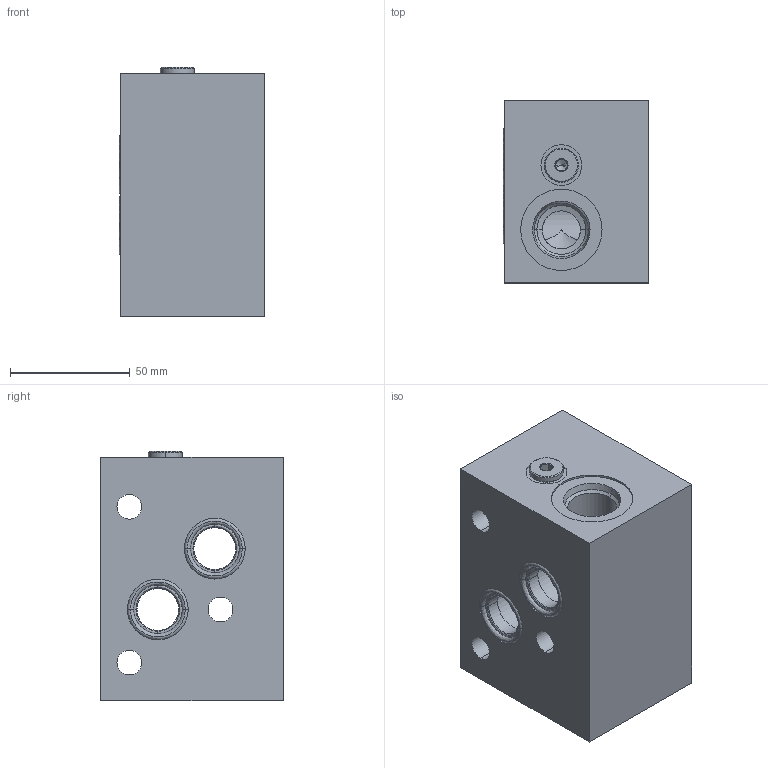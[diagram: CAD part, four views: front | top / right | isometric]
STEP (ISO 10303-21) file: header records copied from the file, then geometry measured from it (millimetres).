
FILE_DESCRIPTION((''),'2;1');
FILE_NAME('YTH_ASM','2021-05-20T',('ProEService'),(''),'PRO/ENGINEER BY PARAMETRIC TECHNOLOGY CORPORATION, 2014200','PRO/ENGINEER BY PARAMETRIC TECHNOLOGY CORPORATION, 2014200','');
FILE_SCHEMA(('CONFIG_CONTROL_DESIGN'));
Length unit declared in the file: inch
Products named in the file (5): 150-999; 500-001-117; A330-006-004; CSZNXXN; YTH_ASM
Assembly tree (5 placements, depth 2):
  YTH_ASM
    150-999
    500-001-117  x2
    A330-006-004
    CSZNXXN
Bounding box: 60.78 x 76.2 x 104.11 mm (x, y, z)
Volume: 368951.1 mm3; surface area: 59611.6 mm2
Topology: 9 solids, 9 shells, 345 faces, 1053 edges, 872 vertices
Faces by surface type: cylinder 122, cone 90, plane 57, torus 56, revolution 16, sphere 4
Entity records: 13518 total; most frequent: CARTESIAN_POINT 4209, DIRECTION 2049, ORIENTED_EDGE 1498, EDGE_CURVE 749, AXIS2_PLACEMENT_3D 745, VECTOR 547, LINE 547, VERTEX_POINT 438
